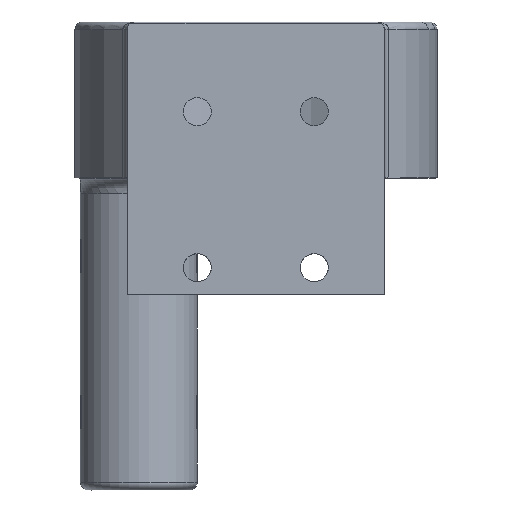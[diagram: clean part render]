
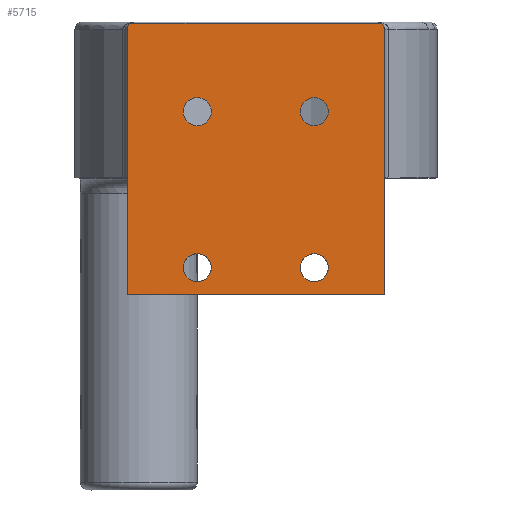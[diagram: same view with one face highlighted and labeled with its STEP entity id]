
A CAD part, front view. The second image highlights one B-rep face of the part: STEP entity #5715.
In plain terms, the highlighted planar face has unit normal (0, -1, 0).
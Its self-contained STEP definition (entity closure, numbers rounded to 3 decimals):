
#98 = ORIENTED_EDGE ( 'NONE', *, *, #3517, .T. ) ;
#99 = ORIENTED_EDGE ( 'NONE', *, *, #2218, .T. ) ;
#100 = ORIENTED_EDGE ( 'NONE', *, *, #3518, .T. ) ;
#101 = ORIENTED_EDGE ( 'NONE', *, *, #2223, .T. ) ;
#102 = ORIENTED_EDGE ( 'NONE', *, *, #3519, .T. ) ;
#103 = ORIENTED_EDGE ( 'NONE', *, *, #2228, .T. ) ;
#104 = ORIENTED_EDGE ( 'NONE', *, *, #3520, .T. ) ;
#105 = ORIENTED_EDGE ( 'NONE', *, *, #2232, .T. ) ;
#106 = ORIENTED_EDGE ( 'NONE', *, *, #3513, .F. ) ;
#107 = ORIENTED_EDGE ( 'NONE', *, *, #3521, .T. ) ;
#108 = ORIENTED_EDGE ( 'NONE', *, *, #3522, .T. ) ;
#109 = ORIENTED_EDGE ( 'NONE', *, *, #3523, .T. ) ;
#110 = ORIENTED_EDGE ( 'NONE', *, *, #3508, .F. ) ;
#111 = ORIENTED_EDGE ( 'NONE', *, *, #3516, .F. ) ;
#555 = EDGE_LOOP ( 'NONE', ( #102, #103 ) ) ;
#556 = EDGE_LOOP ( 'NONE', ( #98, #99 ) ) ;
#557 = EDGE_LOOP ( 'NONE', ( #104, #105 ) ) ;
#560 = EDGE_LOOP ( 'NONE', ( #100, #101 ) ) ;
#570 = EDGE_LOOP ( 'NONE', ( #106, #107, #108, #109, #110, #111 ) ) ;
#766 = CIRCLE ( 'NONE', #3791, 1.8 ) ;
#768 = CIRCLE ( 'NONE', #3793, 1.8 ) ;
#774 = CIRCLE ( 'NONE', #3795, 1.8 ) ;
#782 = CIRCLE ( 'NONE', #3797, 1.8 ) ;
#1033 = DIRECTION ( 'NONE',  ( 0., 0., 1. ) ) ;
#1036 = DIRECTION ( 'NONE',  ( 0., -1., 0. ) ) ;
#1038 = CARTESIAN_POINT ( 'NONE',  ( -15.5, 0., 20.5 ) ) ;
#1053 = DIRECTION ( 'NONE',  ( 0., 0., 1. ) ) ;
#1057 = DIRECTION ( 'NONE',  ( 0., -1., 0. ) ) ;
#1061 = CARTESIAN_POINT ( 'NONE',  ( 15.5, 0., 20.5 ) ) ;
#1063 = CARTESIAN_POINT ( 'NONE',  ( 0., 0., 21.359 ) ) ;
#1073 = DIRECTION ( 'NONE',  ( 0., 0., 1. ) ) ;
#1074 = DIRECTION ( 'NONE',  ( 0., 1., 0. ) ) ;
#1078 = CARTESIAN_POINT ( 'NONE',  ( -7.5, 0., 10. ) ) ;
#1081 = DIRECTION ( 'NONE',  ( -1., 0., 0. ) ) ;
#1085 = DIRECTION ( 'NONE',  ( 0., 0., 1. ) ) ;
#1088 = DIRECTION ( 'NONE',  ( 0., 1., 0. ) ) ;
#1097 = CARTESIAN_POINT ( 'NONE',  ( 7.5, 0., 10. ) ) ;
#1104 = DIRECTION ( 'NONE',  ( 0., 0., 1. ) ) ;
#1106 = DIRECTION ( 'NONE',  ( 0., 1., 0. ) ) ;
#1112 = CARTESIAN_POINT ( 'NONE',  ( 7.5, 0., -10. ) ) ;
#1120 = DIRECTION ( 'NONE',  ( 0., 0., 1. ) ) ;
#1121 = DIRECTION ( 'NONE',  ( 0., 1., 0. ) ) ;
#1124 = CARTESIAN_POINT ( 'NONE',  ( -7.5, 0., -10. ) ) ;
#1131 = DIRECTION ( 'NONE',  ( -1., 0., 0. ) ) ;
#1170 = VERTEX_POINT ( 'NONE', #5836 ) ;
#1197 = VERTEX_POINT ( 'NONE', #4840 ) ;
#1585 = VERTEX_POINT ( 'NONE', #4909 ) ;
#1670 = VERTEX_POINT ( 'NONE', #4791 ) ;
#1679 = VERTEX_POINT ( 'NONE', #4776 ) ;
#1683 = VERTEX_POINT ( 'NONE', #4770 ) ;
#1688 = VERTEX_POINT ( 'NONE', #4762 ) ;
#1694 = VERTEX_POINT ( 'NONE', #4756 ) ;
#1713 = VERTEX_POINT ( 'NONE', #4726 ) ;
#1718 = VERTEX_POINT ( 'NONE', #4713 ) ;
#1736 = DIRECTION ( 'NONE',  ( 0., 0., 1. ) ) ;
#1738 = CARTESIAN_POINT ( 'NONE',  ( -16.5, 0., 13.5 ) ) ;
#1838 = DIRECTION ( 'NONE',  ( 0., 0., 1. ) ) ;
#1840 = DIRECTION ( 'NONE',  ( 0., 1., 0. ) ) ;
#1842 = CARTESIAN_POINT ( 'NONE',  ( -7.5, 0., 10. ) ) ;
#1851 = DIRECTION ( 'NONE',  ( 0., 0., 1. ) ) ;
#1852 = DIRECTION ( 'NONE',  ( 0., 1., 0. ) ) ;
#1853 = CARTESIAN_POINT ( 'NONE',  ( 7.5, 0., 10. ) ) ;
#1877 = DIRECTION ( 'NONE',  ( 0., 0., 1. ) ) ;
#1878 = DIRECTION ( 'NONE',  ( 0., 1., 0. ) ) ;
#1879 = CARTESIAN_POINT ( 'NONE',  ( 7.5, 0., -10. ) ) ;
#1899 = DIRECTION ( 'NONE',  ( 0., 0., 1. ) ) ;
#1901 = DIRECTION ( 'NONE',  ( 0., 1., 0. ) ) ;
#1902 = CARTESIAN_POINT ( 'NONE',  ( -7.5, 0., -10. ) ) ;
#2088 = AXIS2_PLACEMENT_3D ( 'NONE', #5433, #5429, #5439 ) ;
#2218 = EDGE_CURVE ( 'NONE', #5869, #1670, #766, .T. ) ;
#2223 = EDGE_CURVE ( 'NONE', #1197, #5896, #768, .T. ) ;
#2228 = EDGE_CURVE ( 'NONE', #1170, #1585, #774, .T. ) ;
#2232 = EDGE_CURVE ( 'NONE', #5872, #5897, #782, .T. ) ;
#2380 = DIRECTION ( 'NONE',  ( 0., 0., -1. ) ) ;
#2704 = LINE ( 'NONE', #1738, #2707 ) ;
#2707 = VECTOR ( 'NONE', #1736, 1000. ) ;
#2713 = LINE ( 'NONE', #2986, #2716 ) ;
#2716 = VECTOR ( 'NONE', #2380, 1000. ) ;
#2717 = LINE ( 'NONE', #1063, #2728 ) ;
#2719 = LINE ( 'NONE', #3462, #2721 ) ;
#2720 = CIRCLE ( 'NONE', #3880, 1.8 ) ;
#2721 = VECTOR ( 'NONE', #1131, 1000. ) ;
#2722 = CIRCLE ( 'NONE', #3881, 1.8 ) ;
#2723 = CIRCLE ( 'NONE', #3882, 1.8 ) ;
#2724 = CIRCLE ( 'NONE', #3883, 1.8 ) ;
#2725 = CIRCLE ( 'NONE', #3884, 1. ) ;
#2727 = CIRCLE ( 'NONE', #3885, 1. ) ;
#2728 = VECTOR ( 'NONE', #1081, 1000. ) ;
#2986 = CARTESIAN_POINT ( 'NONE',  ( 16.5, 0., 13.5 ) ) ;
#3462 = CARTESIAN_POINT ( 'NONE',  ( 16.5, 0., -13.5 ) ) ;
#3508 = EDGE_CURVE ( 'NONE', #1694, #1679, #2704, .T. ) ;
#3513 = EDGE_CURVE ( 'NONE', #1713, #1718, #2713, .T. ) ;
#3516 = EDGE_CURVE ( 'NONE', #1718, #1694, #2719, .T. ) ;
#3517 = EDGE_CURVE ( 'NONE', #1670, #5869, #2720, .T. ) ;
#3518 = EDGE_CURVE ( 'NONE', #5896, #1197, #2722, .T. ) ;
#3519 = EDGE_CURVE ( 'NONE', #1585, #1170, #2723, .T. ) ;
#3520 = EDGE_CURVE ( 'NONE', #5897, #5872, #2724, .T. ) ;
#3521 = EDGE_CURVE ( 'NONE', #1713, #1683, #2725, .T. ) ;
#3522 = EDGE_CURVE ( 'NONE', #1683, #1688, #2717, .T. ) ;
#3523 = EDGE_CURVE ( 'NONE', #1688, #1679, #2727, .T. ) ;
#3791 = AXIS2_PLACEMENT_3D ( 'NONE', #1902, #1901, #1899 ) ;
#3793 = AXIS2_PLACEMENT_3D ( 'NONE', #1879, #1878, #1877 ) ;
#3795 = AXIS2_PLACEMENT_3D ( 'NONE', #1853, #1852, #1851 ) ;
#3797 = AXIS2_PLACEMENT_3D ( 'NONE', #1842, #1840, #1838 ) ;
#3880 = AXIS2_PLACEMENT_3D ( 'NONE', #1124, #1121, #1120 ) ;
#3881 = AXIS2_PLACEMENT_3D ( 'NONE', #1112, #1106, #1104 ) ;
#3882 = AXIS2_PLACEMENT_3D ( 'NONE', #1097, #1088, #1085 ) ;
#3883 = AXIS2_PLACEMENT_3D ( 'NONE', #1078, #1074, #1073 ) ;
#3884 = AXIS2_PLACEMENT_3D ( 'NONE', #1061, #1057, #1053 ) ;
#3885 = AXIS2_PLACEMENT_3D ( 'NONE', #1038, #1036, #1033 ) ;
#4256 = CARTESIAN_POINT ( 'NONE',  ( -7.5, 0., -11.8 ) ) ;
#4259 = CARTESIAN_POINT ( 'NONE',  ( -7.5, 0., 8.2 ) ) ;
#4283 = CARTESIAN_POINT ( 'NONE',  ( 7.5, 0., -8.2 ) ) ;
#4284 = CARTESIAN_POINT ( 'NONE',  ( -7.5, 0., 11.8 ) ) ;
#4713 = CARTESIAN_POINT ( 'NONE',  ( 16.5, 0., -13.5 ) ) ;
#4726 = CARTESIAN_POINT ( 'NONE',  ( 16.5, 0., 20.5 ) ) ;
#4756 = CARTESIAN_POINT ( 'NONE',  ( -16.5, 0., -13.5 ) ) ;
#4762 = CARTESIAN_POINT ( 'NONE',  ( -16.012, 0., 21.359 ) ) ;
#4770 = CARTESIAN_POINT ( 'NONE',  ( 16.012, 0., 21.359 ) ) ;
#4776 = CARTESIAN_POINT ( 'NONE',  ( -16.5, 0., 20.5 ) ) ;
#4791 = CARTESIAN_POINT ( 'NONE',  ( -7.5, 0., -8.2 ) ) ;
#4840 = CARTESIAN_POINT ( 'NONE',  ( 7.5, 0., -11.8 ) ) ;
#4909 = CARTESIAN_POINT ( 'NONE',  ( 7.5, 0., 11.8 ) ) ;
#5429 = DIRECTION ( 'NONE',  ( 0., 1., 0. ) ) ;
#5433 = CARTESIAN_POINT ( 'NONE',  ( 0., 0., 0. ) ) ;
#5436 = PLANE ( 'NONE',  #2088 ) ;
#5439 = DIRECTION ( 'NONE',  ( 0., 0., 1. ) ) ;
#5715 = ADVANCED_FACE ( 'NONE', ( #6141, #6144, #6142, #6143, #6139 ), #5436, .F. ) ;
#5836 = CARTESIAN_POINT ( 'NONE',  ( 7.5, 0., 8.2 ) ) ;
#5869 = VERTEX_POINT ( 'NONE', #4256 ) ;
#5872 = VERTEX_POINT ( 'NONE', #4259 ) ;
#5896 = VERTEX_POINT ( 'NONE', #4283 ) ;
#5897 = VERTEX_POINT ( 'NONE', #4284 ) ;
#6139 = FACE_OUTER_BOUND ( 'NONE', #570, .T. ) ;
#6141 = FACE_BOUND ( 'NONE', #556, .T. ) ;
#6142 = FACE_BOUND ( 'NONE', #555, .T. ) ;
#6143 = FACE_BOUND ( 'NONE', #557, .T. ) ;
#6144 = FACE_BOUND ( 'NONE', #560, .T. ) ;
